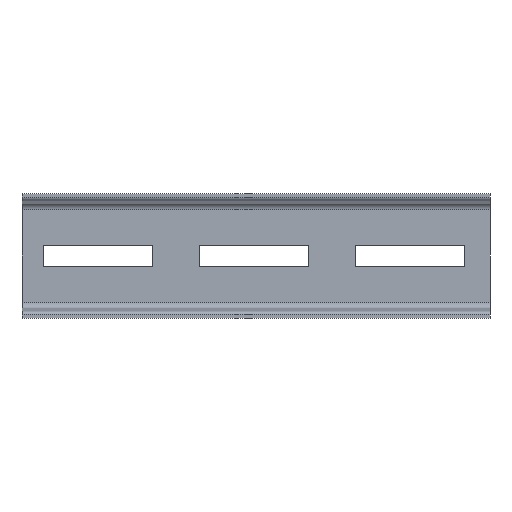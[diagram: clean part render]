
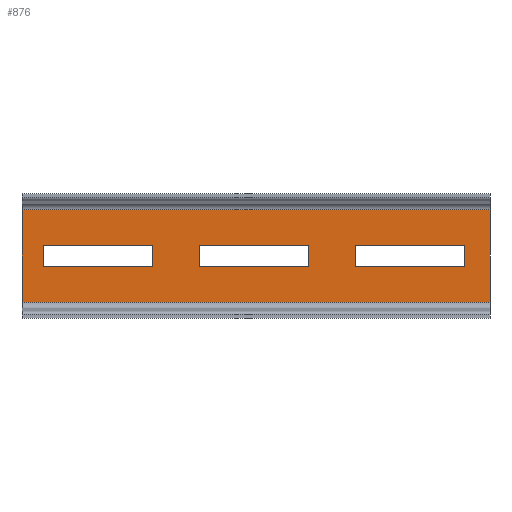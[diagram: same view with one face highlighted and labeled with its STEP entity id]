
A CAD part, left-side view. The second image highlights one B-rep face of the part: STEP entity #876.
In plain terms, the highlighted planar face has unit normal (-1, 0, 0).
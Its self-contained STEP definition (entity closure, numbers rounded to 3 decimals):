
#20=DIRECTION('',(0.,0.,1.));
#21=VECTOR('',#20,59.332);
#22=CARTESIAN_POINT('',(-1.95,0.,-29.666));
#23=LINE('',#22,#21);
#198=DIRECTION('',(0.,1.,0.));
#199=VECTOR('',#198,300.);
#200=CARTESIAN_POINT('',(-1.95,0.,29.666));
#201=LINE('',#200,#199);
#202=DIRECTION('',(0.,1.,0.));
#203=VECTOR('',#202,300.);
#204=CARTESIAN_POINT('',(-1.95,0.,-29.666));
#205=LINE('',#204,#203);
#206=DIRECTION('',(0.,-1.,0.));
#207=VECTOR('',#206,70.);
#208=CARTESIAN_POINT('',(-1.95,286.5,7.));
#209=LINE('',#208,#207);
#210=DIRECTION('',(0.,0.,1.));
#211=VECTOR('',#210,14.);
#212=CARTESIAN_POINT('',(-1.95,286.5,-7.));
#213=LINE('',#212,#211);
#214=DIRECTION('',(0.,1.,0.));
#215=VECTOR('',#214,70.);
#216=CARTESIAN_POINT('',(-1.95,216.5,-7.));
#217=LINE('',#216,#215);
#218=DIRECTION('',(0.,0.,-1.));
#219=VECTOR('',#218,14.);
#220=CARTESIAN_POINT('',(-1.95,216.5,7.));
#221=LINE('',#220,#219);
#222=DIRECTION('',(0.,-1.,0.));
#223=VECTOR('',#222,70.);
#224=CARTESIAN_POINT('',(-1.95,186.5,7.));
#225=LINE('',#224,#223);
#226=DIRECTION('',(0.,0.,1.));
#227=VECTOR('',#226,14.);
#228=CARTESIAN_POINT('',(-1.95,186.5,-7.));
#229=LINE('',#228,#227);
#230=DIRECTION('',(0.,1.,0.));
#231=VECTOR('',#230,70.);
#232=CARTESIAN_POINT('',(-1.95,116.5,-7.));
#233=LINE('',#232,#231);
#234=DIRECTION('',(0.,0.,-1.));
#235=VECTOR('',#234,14.);
#236=CARTESIAN_POINT('',(-1.95,116.5,7.));
#237=LINE('',#236,#235);
#238=DIRECTION('',(0.,-1.,0.));
#239=VECTOR('',#238,70.);
#240=CARTESIAN_POINT('',(-1.95,86.5,7.));
#241=LINE('',#240,#239);
#242=DIRECTION('',(0.,0.,1.));
#243=VECTOR('',#242,14.);
#244=CARTESIAN_POINT('',(-1.95,86.5,-7.));
#245=LINE('',#244,#243);
#246=DIRECTION('',(0.,1.,0.));
#247=VECTOR('',#246,70.);
#248=CARTESIAN_POINT('',(-1.95,16.5,-7.));
#249=LINE('',#248,#247);
#250=DIRECTION('',(0.,0.,-1.));
#251=VECTOR('',#250,14.);
#252=CARTESIAN_POINT('',(-1.95,16.5,7.));
#253=LINE('',#252,#251);
#336=DIRECTION('',(0.,0.,1.));
#337=VECTOR('',#336,59.332);
#338=CARTESIAN_POINT('',(-1.95,300.,-29.666));
#339=LINE('',#338,#337);
#410=CARTESIAN_POINT('',(-1.95,0.,-29.666));
#411=VERTEX_POINT('',#410);
#412=CARTESIAN_POINT('',(-1.95,0.,29.666));
#413=VERTEX_POINT('',#412);
#450=CARTESIAN_POINT('',(-1.95,300.,-29.666));
#451=VERTEX_POINT('',#450);
#452=CARTESIAN_POINT('',(-1.95,300.,29.666));
#453=VERTEX_POINT('',#452);
#482=CARTESIAN_POINT('',(-1.95,286.5,7.));
#483=CARTESIAN_POINT('',(-1.95,216.5,7.));
#484=VERTEX_POINT('',#482);
#485=VERTEX_POINT('',#483);
#486=CARTESIAN_POINT('',(-1.95,216.5,-7.));
#487=VERTEX_POINT('',#486);
#488=CARTESIAN_POINT('',(-1.95,286.5,-7.));
#489=VERTEX_POINT('',#488);
#498=CARTESIAN_POINT('',(-1.95,186.5,7.));
#499=CARTESIAN_POINT('',(-1.95,116.5,7.));
#500=VERTEX_POINT('',#498);
#501=VERTEX_POINT('',#499);
#502=CARTESIAN_POINT('',(-1.95,116.5,-7.));
#503=VERTEX_POINT('',#502);
#504=CARTESIAN_POINT('',(-1.95,186.5,-7.));
#505=VERTEX_POINT('',#504);
#514=CARTESIAN_POINT('',(-1.95,86.5,7.));
#515=CARTESIAN_POINT('',(-1.95,16.5,7.));
#516=VERTEX_POINT('',#514);
#517=VERTEX_POINT('',#515);
#518=CARTESIAN_POINT('',(-1.95,16.5,-7.));
#519=VERTEX_POINT('',#518);
#520=CARTESIAN_POINT('',(-1.95,86.5,-7.));
#521=VERTEX_POINT('',#520);
#833=CARTESIAN_POINT('',(-1.95,0.,-29.666));
#834=DIRECTION('',(-1.,0.,0.));
#835=DIRECTION('',(0.,0.,1.));
#836=AXIS2_PLACEMENT_3D('',#833,#834,#835);
#837=PLANE('',#836);
#838=ORIENTED_EDGE('',*,*,#543,.F.);
#840=ORIENTED_EDGE('',*,*,#839,.T.);
#842=ORIENTED_EDGE('',*,*,#841,.T.);
#843=ORIENTED_EDGE('',*,*,#825,.F.);
#844=EDGE_LOOP('',(#838,#840,#842,#843));
#845=FACE_OUTER_BOUND('',#844,.F.);
#847=ORIENTED_EDGE('',*,*,#846,.F.);
#849=ORIENTED_EDGE('',*,*,#848,.F.);
#851=ORIENTED_EDGE('',*,*,#850,.F.);
#853=ORIENTED_EDGE('',*,*,#852,.F.);
#854=EDGE_LOOP('',(#847,#849,#851,#853));
#855=FACE_BOUND('',#854,.F.);
#857=ORIENTED_EDGE('',*,*,#856,.F.);
#859=ORIENTED_EDGE('',*,*,#858,.F.);
#861=ORIENTED_EDGE('',*,*,#860,.F.);
#863=ORIENTED_EDGE('',*,*,#862,.F.);
#864=EDGE_LOOP('',(#857,#859,#861,#863));
#865=FACE_BOUND('',#864,.F.);
#867=ORIENTED_EDGE('',*,*,#866,.F.);
#869=ORIENTED_EDGE('',*,*,#868,.F.);
#871=ORIENTED_EDGE('',*,*,#870,.F.);
#873=ORIENTED_EDGE('',*,*,#872,.F.);
#874=EDGE_LOOP('',(#867,#869,#871,#873));
#875=FACE_BOUND('',#874,.F.);
#876=ADVANCED_FACE('',(#845,#855,#865,#875),#837,.T.);
#543=EDGE_CURVE('',#411,#413,#23,.T.);
#825=EDGE_CURVE('',#413,#453,#201,.T.);
#839=EDGE_CURVE('',#411,#451,#205,.T.);
#841=EDGE_CURVE('',#451,#453,#339,.T.);
#846=EDGE_CURVE('',#484,#485,#209,.T.);
#848=EDGE_CURVE('',#489,#484,#213,.T.);
#850=EDGE_CURVE('',#487,#489,#217,.T.);
#852=EDGE_CURVE('',#485,#487,#221,.T.);
#856=EDGE_CURVE('',#500,#501,#225,.T.);
#858=EDGE_CURVE('',#505,#500,#229,.T.);
#860=EDGE_CURVE('',#503,#505,#233,.T.);
#862=EDGE_CURVE('',#501,#503,#237,.T.);
#866=EDGE_CURVE('',#516,#517,#241,.T.);
#868=EDGE_CURVE('',#521,#516,#245,.T.);
#870=EDGE_CURVE('',#519,#521,#249,.T.);
#872=EDGE_CURVE('',#517,#519,#253,.T.);
